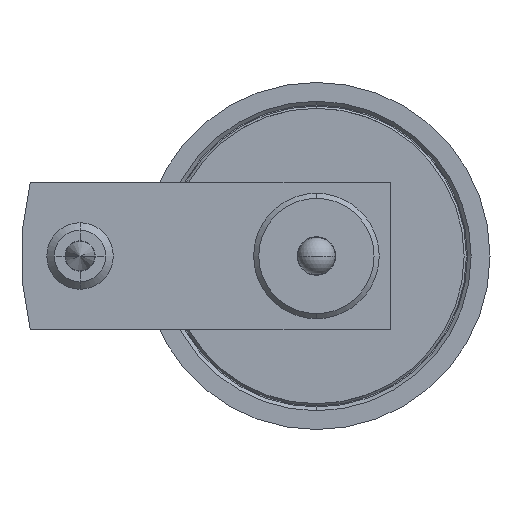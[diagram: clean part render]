
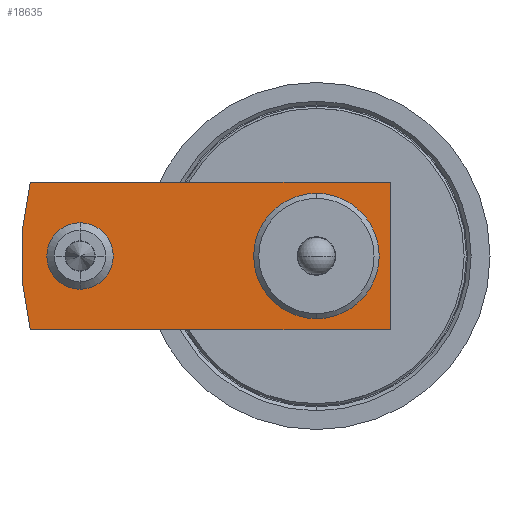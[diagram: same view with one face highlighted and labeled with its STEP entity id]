
A CAD part, left-side view. The second image highlights one B-rep face of the part: STEP entity #18635.
In plain terms, the highlighted planar face has unit normal (-1, 0, 0).
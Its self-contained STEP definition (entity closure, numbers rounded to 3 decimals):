
#369 = DIRECTION ( 'NONE',  ( 0., -1., 0. ) ) ;
#770 = DIRECTION ( 'NONE',  ( 0., 0., -1. ) ) ;
#807 = ORIENTED_EDGE ( 'NONE', *, *, #2336, .F. ) ;
#1050 = CARTESIAN_POINT ( 'NONE',  ( -8.9, 3.2, -0.45 ) ) ;
#1216 = CARTESIAN_POINT ( 'NONE',  ( -8.9, -1., 1. ) ) ;
#1285 = DIRECTION ( 'NONE',  ( -1., 0., 0. ) ) ;
#1618 = VERTEX_POINT ( 'NONE', #20633 ) ;
#1724 = VERTEX_POINT ( 'NONE', #8224 ) ;
#2294 = CARTESIAN_POINT ( 'NONE',  ( -8.9, 0., 0.85 ) ) ;
#2336 = EDGE_CURVE ( 'NONE', #12996, #1618, #10403, .T. ) ;
#2352 = LINE ( 'NONE', #18466, #20811 ) ;
#2495 = LINE ( 'NONE', #10788, #14934 ) ;
#3175 = CARTESIAN_POINT ( 'NONE',  ( -8.9, 3.2, 0. ) ) ;
#4255 = CARTESIAN_POINT ( 'NONE',  ( -8.9, 3.873, -1. ) ) ;
#4370 = ORIENTED_EDGE ( 'NONE', *, *, #21791, .F. ) ;
#4605 = CIRCLE ( 'NONE', #12587, 0.85 ) ;
#5259 = VECTOR ( 'NONE', #15207, 1000. ) ;
#5282 = CARTESIAN_POINT ( 'NONE',  ( -8.9, 3.2, 0. ) ) ;
#5410 = DIRECTION ( 'NONE',  ( 0., 0., 1. ) ) ;
#5501 = AXIS2_PLACEMENT_3D ( 'NONE', #5282, #1285, #5410 ) ;
#6406 = DIRECTION ( 'NONE',  ( 1., 0., 0. ) ) ;
#6787 = CARTESIAN_POINT ( 'NONE',  ( -8.9, 0., 0. ) ) ;
#6907 = VERTEX_POINT ( 'NONE', #1216 ) ;
#7286 = CARTESIAN_POINT ( 'NONE',  ( -8.9, -1., -1. ) ) ;
#7415 = VERTEX_POINT ( 'NONE', #2294 ) ;
#7788 = AXIS2_PLACEMENT_3D ( 'NONE', #3175, #15149, #10803 ) ;
#8224 = CARTESIAN_POINT ( 'NONE',  ( -8.9, 3.2, 0.45 ) ) ;
#8602 = VERTEX_POINT ( 'NONE', #1050 ) ;
#9680 = DIRECTION ( 'NONE',  ( 0., 0., -1. ) ) ;
#9908 = EDGE_LOOP ( 'NONE', ( #23221, #25107 ) ) ;
#10145 = AXIS2_PLACEMENT_3D ( 'NONE', #19728, #13775, #9680 ) ;
#10403 = CIRCLE ( 'NONE', #13782, 4. ) ;
#10627 = ORIENTED_EDGE ( 'NONE', *, *, #24508, .F. ) ;
#10788 = CARTESIAN_POINT ( 'NONE',  ( -8.9, -1., 1. ) ) ;
#10803 = DIRECTION ( 'NONE',  ( 0., 0., 1. ) ) ;
#11609 = AXIS2_PLACEMENT_3D ( 'NONE', #6787, #16313, #14443 ) ;
#11858 = CARTESIAN_POINT ( 'NONE',  ( -8.9, 0., 0. ) ) ;
#12426 = CIRCLE ( 'NONE', #7788, 0.45 ) ;
#12587 = AXIS2_PLACEMENT_3D ( 'NONE', #11858, #13840, #24980 ) ;
#12811 = CARTESIAN_POINT ( 'NONE',  ( -8.9, -1., -1. ) ) ;
#12996 = VERTEX_POINT ( 'NONE', #4255 ) ;
#13380 = FACE_BOUND ( 'NONE', #9908, .T. ) ;
#13775 = DIRECTION ( 'NONE',  ( 1., 0., 0. ) ) ;
#13782 = AXIS2_PLACEMENT_3D ( 'NONE', #16442, #6406, #16842 ) ;
#13840 = DIRECTION ( 'NONE',  ( -1., 0., 0. ) ) ;
#13990 = VERTEX_POINT ( 'NONE', #22848 ) ;
#14018 = VERTEX_POINT ( 'NONE', #12811 ) ;
#14443 = DIRECTION ( 'NONE',  ( 0., 0., 1. ) ) ;
#14879 = EDGE_CURVE ( 'NONE', #1618, #6907, #2352, .T. ) ;
#14934 = VECTOR ( 'NONE', #770, 1000. ) ;
#15149 = DIRECTION ( 'NONE',  ( -1., 0., 0. ) ) ;
#15176 = EDGE_CURVE ( 'NONE', #14018, #12996, #17482, .T. ) ;
#15207 = DIRECTION ( 'NONE',  ( 0., 1., 0. ) ) ;
#15818 = EDGE_CURVE ( 'NONE', #8602, #1724, #12426, .T. ) ;
#16313 = DIRECTION ( 'NONE',  ( -1., 0., 0. ) ) ;
#16442 = CARTESIAN_POINT ( 'NONE',  ( -8.9, 0., 0. ) ) ;
#16451 = EDGE_CURVE ( 'NONE', #6907, #14018, #2495, .T. ) ;
#16842 = DIRECTION ( 'NONE',  ( 0., 0., -1. ) ) ;
#17482 = LINE ( 'NONE', #7286, #5259 ) ;
#17493 = FACE_BOUND ( 'NONE', #18303, .T. ) ;
#18303 = EDGE_LOOP ( 'NONE', ( #10627, #4370 ) ) ;
#18466 = CARTESIAN_POINT ( 'NONE',  ( -8.9, -1., 1. ) ) ;
#18635 = ADVANCED_FACE ( 'NONE', ( #17493, #23445, #13380 ), #21561, .F. ) ;
#19652 = CIRCLE ( 'NONE', #11609, 0.85 ) ;
#19728 = CARTESIAN_POINT ( 'NONE',  ( -8.9, 0., 0. ) ) ;
#19757 = ORIENTED_EDGE ( 'NONE', *, *, #16451, .F. ) ;
#20633 = CARTESIAN_POINT ( 'NONE',  ( -8.9, 3.873, 1. ) ) ;
#20811 = VECTOR ( 'NONE', #369, 1000. ) ;
#21561 = PLANE ( 'NONE',  #10145 ) ;
#21604 = EDGE_LOOP ( 'NONE', ( #19757, #24434, #807, #25716 ) ) ;
#21791 = EDGE_CURVE ( 'NONE', #13990, #7415, #19652, .T. ) ;
#21911 = CIRCLE ( 'NONE', #5501, 0.45 ) ;
#22848 = CARTESIAN_POINT ( 'NONE',  ( -8.9, 0., -0.85 ) ) ;
#23221 = ORIENTED_EDGE ( 'NONE', *, *, #25515, .F. ) ;
#23445 = FACE_OUTER_BOUND ( 'NONE', #21604, .T. ) ;
#24434 = ORIENTED_EDGE ( 'NONE', *, *, #14879, .F. ) ;
#24508 = EDGE_CURVE ( 'NONE', #7415, #13990, #4605, .T. ) ;
#24980 = DIRECTION ( 'NONE',  ( 0., 0., 1. ) ) ;
#25107 = ORIENTED_EDGE ( 'NONE', *, *, #15818, .F. ) ;
#25515 = EDGE_CURVE ( 'NONE', #1724, #8602, #21911, .T. ) ;
#25716 = ORIENTED_EDGE ( 'NONE', *, *, #15176, .F. ) ;
